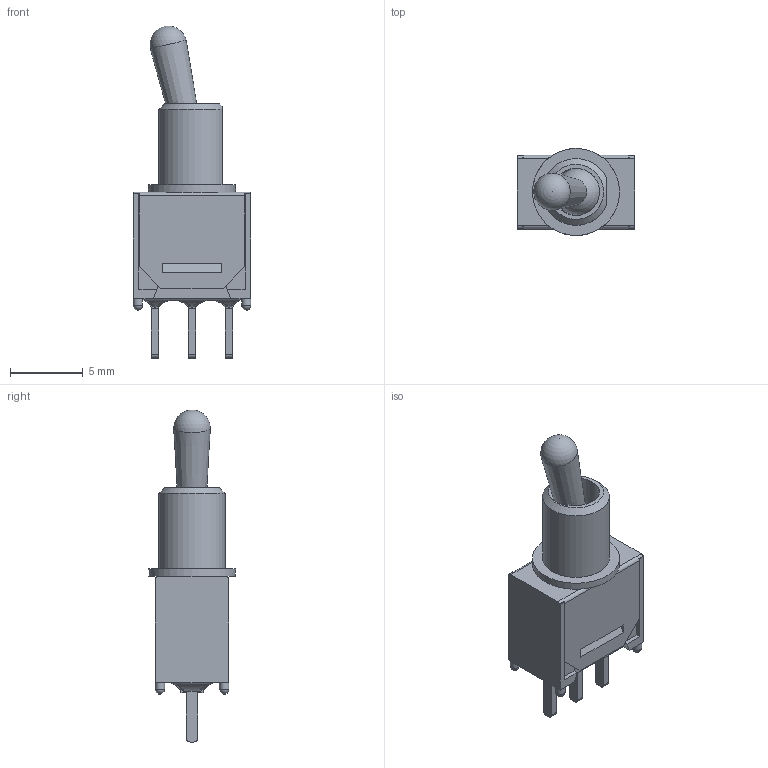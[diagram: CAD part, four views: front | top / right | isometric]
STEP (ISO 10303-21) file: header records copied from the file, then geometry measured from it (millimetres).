
FILE_DESCRIPTION(('FreeCAD Model'),'2;1');
FILE_NAME('Open CASCADE Shape Model','2022-10-27T21:39:50',('Author'),( ''),'Open CASCADE STEP processor 7.4','FreeCAD','Unknown');
FILE_SCHEMA(('AUTOMOTIVE_DESIGN { 1 0 10303 214 1 1 1 1 }'));
Length unit declared in the file: millimetre
Products named in the file (1): 200MSPxT2B1M2xE.stp
Bounding box: 8.13 x 6 x 22.88 mm (x, y, z)
Volume: 274.7 mm3; surface area: 745.1 mm2
Topology: 1 solids, 2 shells, 139 faces, 382 edges, 246 vertices
Faces by surface type: plane 102, cylinder 21, bspline 8, sphere 6, cone 2
Full cylindrical faces by diameter (mm): 0.65 x4, 3.25 x1, 6 x1
Entity records: 5272 total; most frequent: CARTESIAN_POINT 1445, ORIENTED_EDGE 754, DIRECTION 642, EDGE_CURVE 377, LINE 260, VECTOR 260, VERTEX_POINT 246, AXIS2_PLACEMENT_3D 191
